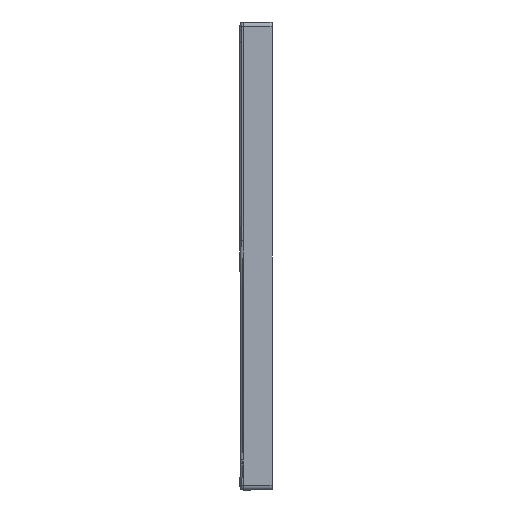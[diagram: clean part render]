
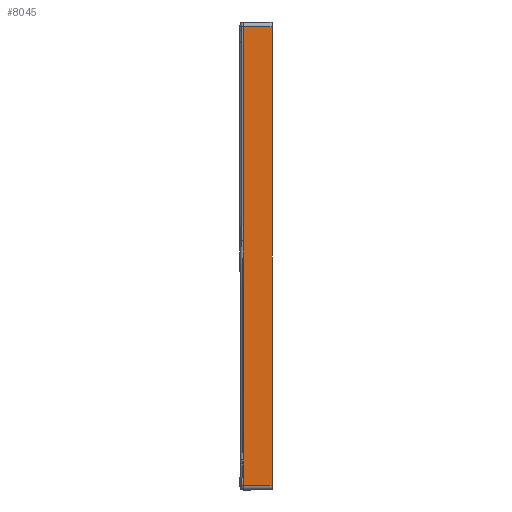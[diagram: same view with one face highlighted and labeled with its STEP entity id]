
A CAD part, left-side view. The second image highlights one B-rep face of the part: STEP entity #8045.
In plain terms, the highlighted planar face has unit normal (-1, 0, 0).
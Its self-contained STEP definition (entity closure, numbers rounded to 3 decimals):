
#1584=CARTESIAN_POINT('',(-600.,-5.133,45.));
#1585=CARTESIAN_POINT('',(-600.,-5.133,44.16));
#1586=CARTESIAN_POINT('',(-600.,-5.133,42.486));
#1587=CARTESIAN_POINT('',(-600.,-5.133,40.821));
#1588=CARTESIAN_POINT('',(-600.,-5.133,39.992));
#1590=CARTESIAN_POINT('',(-600.,-5.057,372.505));
#1591=CARTESIAN_POINT('',(-600.,-5.062,
355.718));
#1592=CARTESIAN_POINT('',(-600.,-5.072,
323.534));
#1593=CARTESIAN_POINT('',(-600.,-5.086,279.76));
#1594=CARTESIAN_POINT('',(-600.,-5.098,239.498));
#1595=CARTESIAN_POINT('',(-600.,-5.108,202.728));
#1596=CARTESIAN_POINT('',(-600.,-5.117,168.776));
#1597=CARTESIAN_POINT('',(-600.,-5.123,138.307));
#1598=CARTESIAN_POINT('',(-600.,-5.128,
109.309));
#1599=CARTESIAN_POINT('',(-600.,-5.132,
79.198));
#1600=CARTESIAN_POINT('',(-600.,-5.133,
56.709));
#1601=CARTESIAN_POINT('',(-600.,-5.133,45.));
#1603=CARTESIAN_POINT('',(-600.,-5.,693.));
#1604=CARTESIAN_POINT('',(-600.,-5.,686.027));
#1605=CARTESIAN_POINT('',(-600.,-5.001,671.513));
#1606=CARTESIAN_POINT('',(-600.,-5.002,649.113));
#1607=CARTESIAN_POINT('',(-600.,-5.004,622.853));
#1608=CARTESIAN_POINT('',(-600.,-5.007,593.217));
#1609=CARTESIAN_POINT('',(-600.,-5.012,560.288));
#1610=CARTESIAN_POINT('',(-600.,-5.018,525.743));
#1611=CARTESIAN_POINT('',(-600.,-5.026,490.828));
#1612=CARTESIAN_POINT('',(-600.,-5.035,454.687));
#1613=CARTESIAN_POINT('',(-600.,-5.045,416.099));
#1614=CARTESIAN_POINT('',(-600.,-5.053,387.452));
#1615=CARTESIAN_POINT('',(-600.,-5.057,372.505));
#1617=DIRECTION('',(0.,-1.,0.));
#1618=VECTOR('',#1617,43.);
#1619=CARTESIAN_POINT('',(-600.,-5.,693.));
#1620=LINE('',#1619,#1618);
#1621=DIRECTION('',(0.,-1.,0.));
#1622=VECTOR('',#1621,42.977);
#1623=CARTESIAN_POINT('',(-600.,-5.023,7.));
#1624=LINE('',#1623,#1622);
#1625=CARTESIAN_POINT('',(-600.,-5.133,39.992));
#1626=CARTESIAN_POINT('',(-600.,-5.121,36.536));
#1627=CARTESIAN_POINT('',(-600.,-5.098,29.488));
#1628=CARTESIAN_POINT('',(-600.,-5.062,18.753));
#1629=CARTESIAN_POINT('',(-600.,-5.036,10.991));
#1630=CARTESIAN_POINT('',(-600.,-5.023,7.));
#2267=DIRECTION('',(0.,0.,1.));
#2268=VECTOR('',#2267,686.);
#2269=CARTESIAN_POINT('',(-600.,-48.,7.));
#2270=LINE('',#2269,#2268);
#4339=CARTESIAN_POINT('',(-600.,-48.,7.));
#4340=CARTESIAN_POINT('',(-600.,-48.,693.));
#4341=VERTEX_POINT('',#4339);
#4342=VERTEX_POINT('',#4340);
#4351=VERTEX_POINT('',#1584);
#4352=VERTEX_POINT('',#1588);
#4353=VERTEX_POINT('',#1590);
#4355=VERTEX_POINT('',#1603);
#4364=CARTESIAN_POINT('',(-600.,-5.023,7.));
#4365=VERTEX_POINT('',#4364);
#8026=CARTESIAN_POINT('',(-600.,0.,0.));
#8027=DIRECTION('',(-1.,0.,0.));
#8028=DIRECTION('',(0.,0.,1.));
#8029=AXIS2_PLACEMENT_3D('',#8026,#8027,#8028);
#8030=PLANE('',#8029);
#8031=ORIENTED_EDGE('',*,*,#7952,.F.);
#8032=ORIENTED_EDGE('',*,*,#8016,.F.);
#8034=ORIENTED_EDGE('',*,*,#8033,.F.);
#8036=ORIENTED_EDGE('',*,*,#8035,.T.);
#8038=ORIENTED_EDGE('',*,*,#8037,.F.);
#8040=ORIENTED_EDGE('',*,*,#8039,.F.);
#8042=ORIENTED_EDGE('',*,*,#8041,.F.);
#8043=EDGE_LOOP('',(#8031,#8032,#8034,#8036,#8038,#8040,#8042));
#8044=FACE_OUTER_BOUND('',#8043,.F.);
#8045=ADVANCED_FACE('',(#8044),#8030,.T.);
#1589=B_SPLINE_CURVE_WITH_KNOTS('',3,(#1584,#1585,#1586,#1587,#1588),
.UNSPECIFIED.,.F.,.F.,(4,1,4),(0.,0.5,1.),.UNSPECIFIED.);
#1602=B_SPLINE_CURVE_WITH_KNOTS('',3,(#1590,#1591,#1592,#1593,#1594,#1595,#1596,
#1597,#1598,#1599,#1600,#1601),.UNSPECIFIED.,.F.,.F.,(4,1,1,1,1,1,1,1,1,4),
(0.,0.111,0.222,0.333,0.444,
0.556,0.667,0.778,0.889,1.),
.UNSPECIFIED.);
#1616=B_SPLINE_CURVE_WITH_KNOTS('',3,(#1603,#1604,#1605,#1606,#1607,#1608,#1609,
#1610,#1611,#1612,#1613,#1614,#1615),.UNSPECIFIED.,.F.,.F.,(4,1,1,1,1,1,1,1,1,1,
4),(0.,0.1,0.2,0.3,0.4,0.5,0.6,0.7,0.8,0.9,1.),
.UNSPECIFIED.);
#1631=B_SPLINE_CURVE_WITH_KNOTS('',3,(#1625,#1626,#1627,#1628,#1629,#1630),
.UNSPECIFIED.,.F.,.F.,(4,1,1,4),(0.,0.333,0.667,1.),
.UNSPECIFIED.);
#7952=EDGE_CURVE('',#4351,#4352,#1589,.T.);
#8016=EDGE_CURVE('',#4353,#4351,#1602,.T.);
#8033=EDGE_CURVE('',#4355,#4353,#1616,.T.);
#8035=EDGE_CURVE('',#4355,#4342,#1620,.T.);
#8037=EDGE_CURVE('',#4341,#4342,#2270,.T.);
#8039=EDGE_CURVE('',#4365,#4341,#1624,.T.);
#8041=EDGE_CURVE('',#4352,#4365,#1631,.T.);
